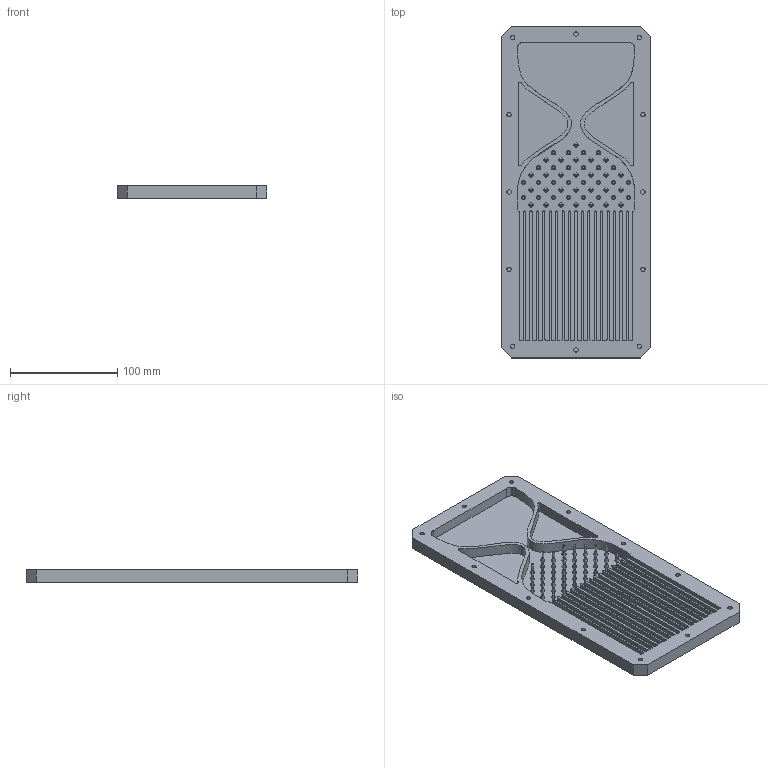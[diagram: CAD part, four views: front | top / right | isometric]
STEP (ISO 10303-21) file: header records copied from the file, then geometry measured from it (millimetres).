
FILE_DESCRIPTION(/* description */ (''),/* implementation_level */ '2;1');
FILE_NAME(/* name */ 'GB-mainsection.stp',/* time_stamp */ '2021-07-14T21:59:45+01:00',/* author */ ('hobly'),/* organization */ (''),/* preprocessor_version */ 'ST-DEVELOPER v18',/* originating_system */ 'Autodesk Inventor 2020',/* authorisation */ '');
FILE_SCHEMA (('AUTOMOTIVE_DESIGN { 1 0 10303 214 3 1 1 }'));
Length unit declared in the file: millimetre
Products named in the file (1): GB-mainsection
Bounding box: 140 x 310 x 12 mm (x, y, z)
Volume: 270238 mm3; surface area: 155430.9 mm2
Topology: 1 solids, 1 shells, 336 faces, 847 edges, 585 vertices
Faces by surface type: plane 145, cylinder 128, torus 53, bspline 10
Full cylindrical faces by diameter (mm): 2 x53, 4 x12, 6 x4
Entity records: 10680 total; most frequent: CARTESIAN_POINT 2063, DIRECTION 1957, ORIENTED_EDGE 1694, EDGE_CURVE 847, AXIS2_PLACEMENT_3D 803, VERTEX_POINT 585, CIRCLE 476, EDGE_LOOP 408
